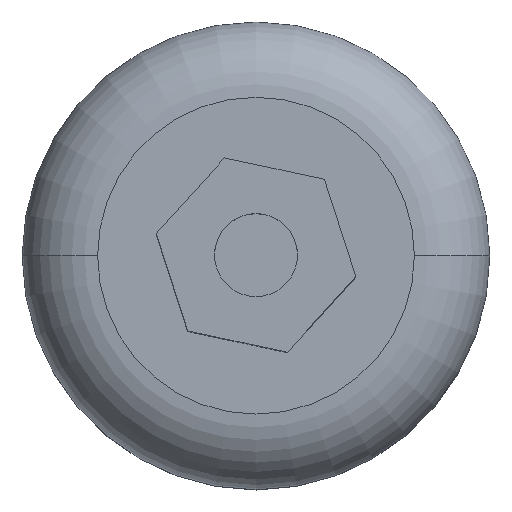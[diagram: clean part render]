
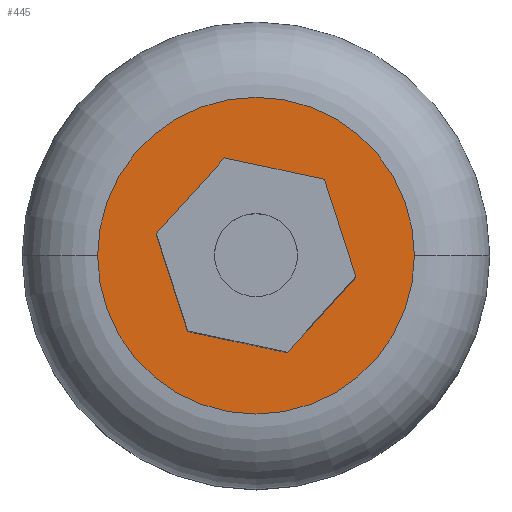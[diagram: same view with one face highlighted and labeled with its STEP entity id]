
A CAD part, top view. The second image highlights one B-rep face of the part: STEP entity #445.
In plain terms, the highlighted planar face has unit normal (0, 0, 1).
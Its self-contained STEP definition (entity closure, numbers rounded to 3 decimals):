
#17 = VERTEX_POINT ( 'NONE', #35 ) ;
#18 = LINE ( 'NONE', #26, #559 ) ;
#21 = EDGE_CURVE ( 'NONE', #658, #176, #589, .T. ) ;
#26 = CARTESIAN_POINT ( 'NONE',  ( -55.915, -42.94, 20. ) ) ;
#35 = CARTESIAN_POINT ( 'NONE',  ( -68.5, -36.5, 20. ) ) ;
#46 = AXIS2_PLACEMENT_3D ( 'NONE', #374, #224, #467 ) ;
#56 = CARTESIAN_POINT ( 'NONE',  ( -62.534, -41.526, 20. ) ) ;
#59 = AXIS2_PLACEMENT_3D ( 'NONE', #398, #395, #391 ) ;
#69 = ORIENTED_EDGE ( 'NONE', *, *, #650, .T. ) ;
#74 = DIRECTION ( 'NONE',  ( 1., 0., 0. ) ) ;
#130 = DIRECTION ( 'NONE',  ( 0.67, 0.742, 0. ) ) ;
#132 = VECTOR ( 'NONE', #487, 1000. ) ;
#147 = AXIS2_PLACEMENT_3D ( 'NONE', #613, #704, #74 ) ;
#173 = EDGE_CURVE ( 'NONE', #408, #179, #600, .T. ) ;
#176 = VERTEX_POINT ( 'NONE', #236 ) ;
#177 = LINE ( 'NONE', #526, #585 ) ;
#179 = VERTEX_POINT ( 'NONE', #705 ) ;
#198 = VERTEX_POINT ( 'NONE', #652 ) ;
#208 = FACE_OUTER_BOUND ( 'NONE', #491, .T. ) ;
#209 = ORIENTED_EDGE ( 'NONE', *, *, #173, .T. ) ;
#213 = PLANE ( 'NONE',  #59 ) ;
#224 = DIRECTION ( 'NONE',  ( 0., 0., 1. ) ) ;
#236 = CARTESIAN_POINT ( 'NONE',  ( -64.62, -35.086, 20. ) ) ;
#261 = CARTESIAN_POINT ( 'NONE',  ( -60.085, -30.06, 20. ) ) ;
#269 = DIRECTION ( 'NONE',  ( -0.308, 0.951, 0. ) ) ;
#305 = ORIENTED_EDGE ( 'NONE', *, *, #758, .T. ) ;
#313 = DIRECTION ( 'NONE',  ( -0.67, -0.742, 0. ) ) ;
#341 = EDGE_LOOP ( 'NONE', ( #305, #564, #716, #555, #209, #594 ) ) ;
#360 = EDGE_CURVE ( 'NONE', #179, #198, #672, .T. ) ;
#374 = CARTESIAN_POINT ( 'NONE',  ( -58., -36.5, 20. ) ) ;
#376 = ORIENTED_EDGE ( 'NONE', *, *, #602, .T. ) ;
#380 = VECTOR ( 'NONE', #418, 1000. ) ;
#391 = DIRECTION ( 'NONE',  ( 1., 0., 0. ) ) ;
#395 = DIRECTION ( 'NONE',  ( 0., 0., 1. ) ) ;
#398 = CARTESIAN_POINT ( 'NONE',  ( -58., -36.5, 20. ) ) ;
#408 = VERTEX_POINT ( 'NONE', #261 ) ;
#410 = CARTESIAN_POINT ( 'NONE',  ( -55.915, -42.94, 20. ) ) ;
#418 = DIRECTION ( 'NONE',  ( 0.978, -0.209, 0. ) ) ;
#427 = LINE ( 'NONE', #674, #635 ) ;
#442 = CIRCLE ( 'NONE', #147, 10.5 ) ;
#445 = ADVANCED_FACE ( 'NONE', ( #208, #748 ), #213, .T. ) ;
#467 = DIRECTION ( 'NONE',  ( 1., 0., 0. ) ) ;
#479 = CARTESIAN_POINT ( 'NONE',  ( -53.466, -31.474, 20. ) ) ;
#487 = DIRECTION ( 'NONE',  ( 0.308, -0.951, 0. ) ) ;
#491 = EDGE_LOOP ( 'NONE', ( #376, #69 ) ) ;
#507 = VECTOR ( 'NONE', #269, 1000. ) ;
#526 = CARTESIAN_POINT ( 'NONE',  ( -62.534, -41.526, 20. ) ) ;
#527 = CARTESIAN_POINT ( 'NONE',  ( -64.62, -35.086, 20. ) ) ;
#555 = ORIENTED_EDGE ( 'NONE', *, *, #721, .T. ) ;
#559 = VECTOR ( 'NONE', #313, 1000. ) ;
#564 = ORIENTED_EDGE ( 'NONE', *, *, #660, .T. ) ;
#585 = VECTOR ( 'NONE', #764, 1000. ) ;
#589 = LINE ( 'NONE', #527, #507 ) ;
#594 = ORIENTED_EDGE ( 'NONE', *, *, #360, .T. ) ;
#600 = LINE ( 'NONE', #479, #380 ) ;
#602 = EDGE_CURVE ( 'NONE', #604, #17, #623, .T. ) ;
#604 = VERTEX_POINT ( 'NONE', #772 ) ;
#613 = CARTESIAN_POINT ( 'NONE',  ( -58., -36.5, 20. ) ) ;
#623 = CIRCLE ( 'NONE', #46, 10.5 ) ;
#635 = VECTOR ( 'NONE', #130, 1000. ) ;
#650 = EDGE_CURVE ( 'NONE', #17, #604, #442, .T. ) ;
#652 = CARTESIAN_POINT ( 'NONE',  ( -51.38, -37.914, 20. ) ) ;
#653 = VERTEX_POINT ( 'NONE', #410 ) ;
#658 = VERTEX_POINT ( 'NONE', #56 ) ;
#660 = EDGE_CURVE ( 'NONE', #653, #658, #177, .T. ) ;
#672 = LINE ( 'NONE', #734, #132 ) ;
#674 = CARTESIAN_POINT ( 'NONE',  ( -60.085, -30.06, 20. ) ) ;
#704 = DIRECTION ( 'NONE',  ( 0., 0., 1. ) ) ;
#705 = CARTESIAN_POINT ( 'NONE',  ( -53.466, -31.474, 20. ) ) ;
#716 = ORIENTED_EDGE ( 'NONE', *, *, #21, .T. ) ;
#721 = EDGE_CURVE ( 'NONE', #176, #408, #427, .T. ) ;
#734 = CARTESIAN_POINT ( 'NONE',  ( -51.38, -37.914, 20. ) ) ;
#748 = FACE_BOUND ( 'NONE', #341, .T. ) ;
#758 = EDGE_CURVE ( 'NONE', #198, #653, #18, .T. ) ;
#764 = DIRECTION ( 'NONE',  ( -0.978, 0.209, 0. ) ) ;
#772 = CARTESIAN_POINT ( 'NONE',  ( -47.5, -36.5, 20. ) ) ;
